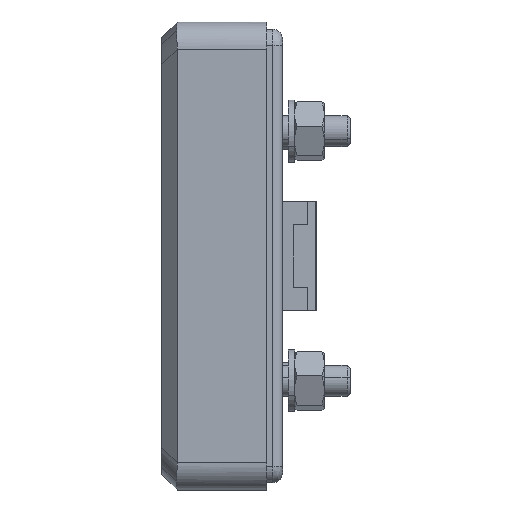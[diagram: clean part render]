
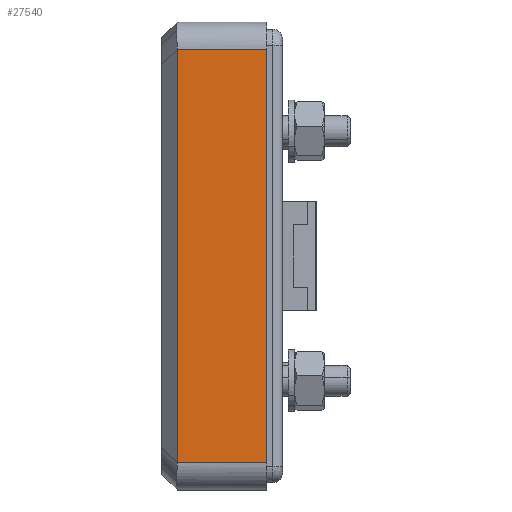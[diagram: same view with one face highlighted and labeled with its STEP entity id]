
A CAD part, left-side view. The second image highlights one B-rep face of the part: STEP entity #27540.
In plain terms, the highlighted planar face has unit normal (-1, 0, 0).
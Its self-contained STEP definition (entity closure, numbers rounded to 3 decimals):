
#2081 = EDGE_CURVE ( 'NONE', #11781, #5635, #28902, .T. ) ;
#3380 = DIRECTION ( 'NONE',  ( 0., 1., 0. ) ) ;
#4492 = CARTESIAN_POINT ( 'NONE',  ( -74., 0., -26.5 ) ) ;
#5448 = CARTESIAN_POINT ( 'NONE',  ( -74., 0., 26.5 ) ) ;
#5635 = VERTEX_POINT ( 'NONE', #25115 ) ;
#6521 = VERTEX_POINT ( 'NONE', #19667 ) ;
#8320 = VECTOR ( 'NONE', #38471, 1000. ) ;
#11535 = ORIENTED_EDGE ( 'NONE', *, *, #2081, .F. ) ;
#11781 = VERTEX_POINT ( 'NONE', #4492 ) ;
#13528 = ORIENTED_EDGE ( 'NONE', *, *, #28733, .F. ) ;
#17116 = DIRECTION ( 'NONE',  ( 0., 1., 0. ) ) ;
#18727 = AXIS2_PLACEMENT_3D ( 'NONE', #33075, #30328, #3380 ) ;
#19624 = ORIENTED_EDGE ( 'NONE', *, *, #32613, .F. ) ;
#19653 = CARTESIAN_POINT ( 'NONE',  ( -74., 0., 26.5 ) ) ;
#19667 = CARTESIAN_POINT ( 'NONE',  ( -74., 11.5, 26.5 ) ) ;
#21078 = FACE_OUTER_BOUND ( 'NONE', #22678, .T. ) ;
#22678 = EDGE_LOOP ( 'NONE', ( #13528, #19624, #11535, #37209 ) ) ;
#22809 = CARTESIAN_POINT ( 'NONE',  ( -74., 0., -26.5 ) ) ;
#23121 = LINE ( 'NONE', #33453, #8320 ) ;
#24970 = VECTOR ( 'NONE', #17116, 1000. ) ;
#25115 = CARTESIAN_POINT ( 'NONE',  ( -74., 11.5, -26.5 ) ) ;
#26225 = CARTESIAN_POINT ( 'NONE',  ( -74., 0., 30. ) ) ;
#26416 = DIRECTION ( 'NONE',  ( 0., 0., -1. ) ) ;
#26663 = DIRECTION ( 'NONE',  ( 0., -1., 0. ) ) ;
#27540 = ADVANCED_FACE ( 'NONE', ( #21078 ), #33265, .T. ) ;
#28733 = EDGE_CURVE ( 'NONE', #6521, #35552, #36085, .T. ) ;
#28902 = LINE ( 'NONE', #22809, #24970 ) ;
#30328 = DIRECTION ( 'NONE',  ( -1., 0., 0. ) ) ;
#30444 = VECTOR ( 'NONE', #26416, 1000. ) ;
#32613 = EDGE_CURVE ( 'NONE', #5635, #6521, #23121, .T. ) ;
#33075 = CARTESIAN_POINT ( 'NONE',  ( -74., 0., -30. ) ) ;
#33265 = PLANE ( 'NONE',  #18727 ) ;
#33453 = CARTESIAN_POINT ( 'NONE',  ( -74., 11.5, -15. ) ) ;
#34324 = EDGE_CURVE ( 'NONE', #35552, #11781, #35448, .T. ) ;
#35448 = LINE ( 'NONE', #26225, #30444 ) ;
#35552 = VERTEX_POINT ( 'NONE', #19653 ) ;
#35762 = VECTOR ( 'NONE', #26663, 1000. ) ;
#36085 = LINE ( 'NONE', #5448, #35762 ) ;
#37209 = ORIENTED_EDGE ( 'NONE', *, *, #34324, .F. ) ;
#38471 = DIRECTION ( 'NONE',  ( 0., 0., 1. ) ) ;
